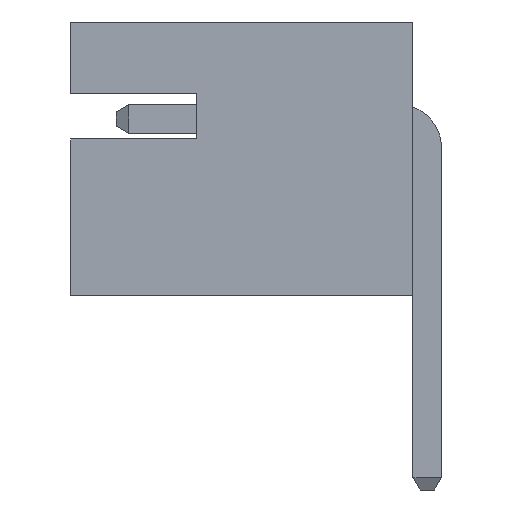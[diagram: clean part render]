
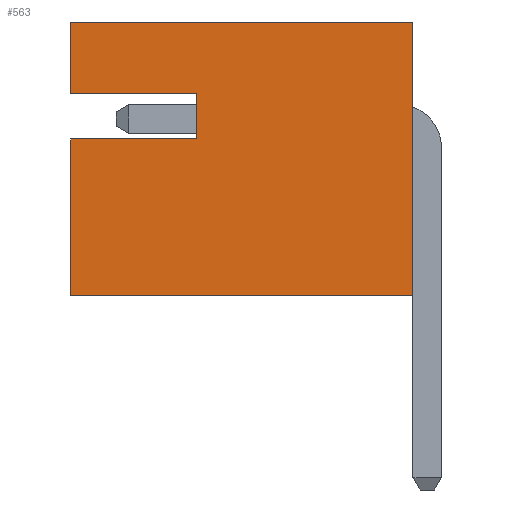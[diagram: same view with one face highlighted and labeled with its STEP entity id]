
A CAD part, left-side view. The second image highlights one B-rep face of the part: STEP entity #563.
In plain terms, the highlighted planar face has unit normal (-1, 0, 0).
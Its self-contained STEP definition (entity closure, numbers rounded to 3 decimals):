
#563=ADVANCED_FACE('',(#1252),#1254,.T.);
#1252=FACE_BOUND('',#1253,.T.);
#1253=EDGE_LOOP('',(#1818,#1819,#1820,#1821,#1822,#1823,#1824,#1825));
#1254=PLANE('',#1255);
#1255=AXIS2_PLACEMENT_3D('',#1256,#1257,#1258);
#1256=CARTESIAN_POINT('',(-12.,0.25,0.));
#1257=DIRECTION('',(-1.,0.,0.));
#1258=DIRECTION('',(0.,0.,1.));
#1818=ORIENTED_EDGE('',*,*,#2213,.T.);
#1819=ORIENTED_EDGE('',*,*,#2214,.T.);
#1820=ORIENTED_EDGE('',*,*,#2215,.F.);
#1821=ORIENTED_EDGE('',*,*,#2164,.F.);
#1822=ORIENTED_EDGE('',*,*,#2193,.T.);
#1823=ORIENTED_EDGE('',*,*,#2206,.T.);
#1824=ORIENTED_EDGE('',*,*,#2216,.F.);
#1825=ORIENTED_EDGE('',*,*,#2217,.T.);
#2164=EDGE_CURVE('',#2450,#2452,#2453,.T.);
#2193=EDGE_CURVE('',#2450,#2492,#2494,.T.);
#2206=EDGE_CURVE('',#2492,#2517,#2519,.T.);
#2213=EDGE_CURVE('',#2530,#2531,#2532,.F.);
#2214=EDGE_CURVE('',#2531,#2533,#2534,.F.);
#2215=EDGE_CURVE('',#2452,#2533,#2535,.T.);
#2216=EDGE_CURVE('',#2536,#2517,#2537,.T.);
#2217=EDGE_CURVE('',#2536,#2530,#2538,.F.);
#2450=VERTEX_POINT('',#2959);
#2452=VERTEX_POINT('',#2963);
#2453=LINE('',#2964,#2965);
#2492=VERTEX_POINT('',#3059);
#2494=LINE('',#3063,#3064);
#2517=VERTEX_POINT('',#3110);
#2519=LINE('',#3114,#3115);
#2530=VERTEX_POINT('',#3139);
#2531=VERTEX_POINT('',#3140);
#2532=LINE('',#3141,#3142);
#2533=VERTEX_POINT('',#3144);
#2534=LINE('',#3145,#3146);
#2535=LINE('',#3148,#3149);
#2536=VERTEX_POINT('',#3151);
#2537=LINE('',#3152,#3153);
#2538=LINE('',#3155,#3156);
#2959=CARTESIAN_POINT('',(-12.,0.25,0.));
#2963=CARTESIAN_POINT('',(-12.,6.25,0.));
#2964=CARTESIAN_POINT('',(-12.,0.25,0.));
#2965=VECTOR('',#2966,1.);
#2966=DIRECTION('',(0.,1.,0.));
#3059=CARTESIAN_POINT('',(-12.,0.25,4.8));
#3063=CARTESIAN_POINT('',(-12.,0.25,0.));
#3064=VECTOR('',#3065,1.);
#3065=DIRECTION('',(0.,0.,1.));
#3110=CARTESIAN_POINT('',(-12.,6.25,4.8));
#3114=CARTESIAN_POINT('',(-12.,0.25,4.8));
#3115=VECTOR('',#3116,1.);
#3116=DIRECTION('',(0.,1.,0.));
#3139=CARTESIAN_POINT('',(-12.,4.05,3.55));
#3140=CARTESIAN_POINT('',(-12.,4.05,2.75));
#3141=CARTESIAN_POINT('',(-12.,4.05,2.75));
#3142=VECTOR('',#3143,1.);
#3143=DIRECTION('',(0.,0.,1.));
#3144=CARTESIAN_POINT('',(-12.,6.25,2.75));
#3145=CARTESIAN_POINT('',(-12.,6.25,2.75));
#3146=VECTOR('',#3147,1.);
#3147=DIRECTION('',(0.,-1.,0.));
#3148=CARTESIAN_POINT('',(-12.,6.25,0.));
#3149=VECTOR('',#3150,1.);
#3150=DIRECTION('',(0.,0.,1.));
#3151=CARTESIAN_POINT('',(-12.,6.25,3.55));
#3152=CARTESIAN_POINT('',(-12.,6.25,3.55));
#3153=VECTOR('',#3154,1.);
#3154=DIRECTION('',(0.,0.,1.));
#3155=CARTESIAN_POINT('',(-12.,4.05,3.55));
#3156=VECTOR('',#3157,1.);
#3157=DIRECTION('',(0.,1.,0.));
